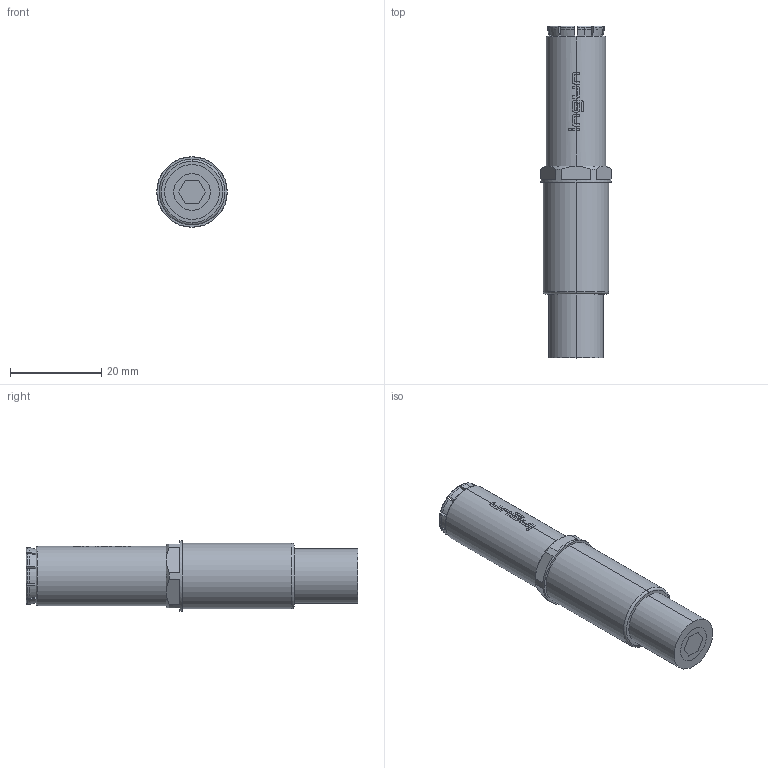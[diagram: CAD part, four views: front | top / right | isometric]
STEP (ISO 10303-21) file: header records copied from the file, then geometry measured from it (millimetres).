
FILE_DESCRIPTION (( 'STEP AP203' ), '1' );
FILE_NAME ('INGUN_HKR-672_800_130_S_xxx04_M.STEP', '2020-10-19T04:27:28', ( '' ), ( '' ), 'SwSTEP 2.0', 'SolidWorks 2018', '' );
FILE_SCHEMA (( 'CONFIG_CONTROL_DESIGN' ));
Length unit declared in the file: millimetre
Products named in the file (1): INGUN_HKR-672_800_130_S_xxx04_M
Bounding box: 15.4 x 72.7 x 15.4 mm (x, y, z)
Volume: 8661.9 mm3; surface area: 5873.4 mm2
Topology: 1 solids, 1 shells, 365 faces, 939 edges, 586 vertices
Faces by surface type: plane 159, cylinder 74, torus 67, cone 43, bspline 22
Entity records: 11858 total; most frequent: CARTESIAN_POINT 3250, ORIENTED_EDGE 1878, DIRECTION 1688, EDGE_CURVE 939, AXIS2_PLACEMENT_3D 671, VERTEX_POINT 586, EDGE_LOOP 375, FACE_OUTER_BOUND 365
